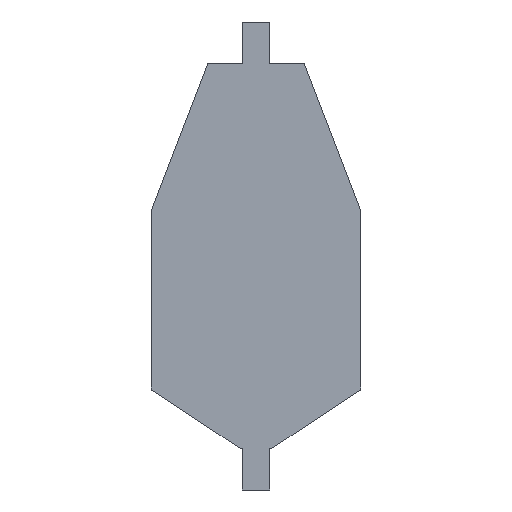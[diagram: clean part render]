
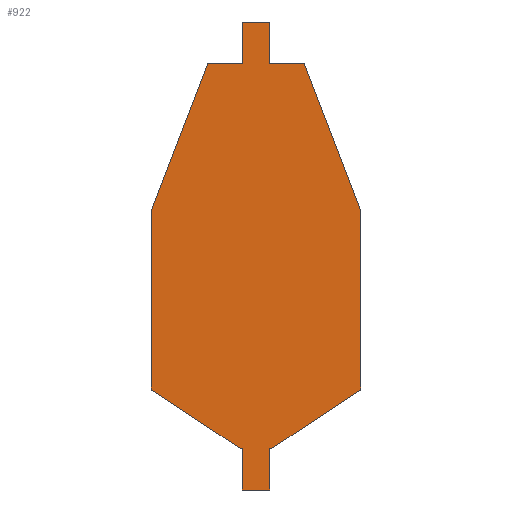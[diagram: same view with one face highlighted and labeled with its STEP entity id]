
A CAD part, front view. The second image highlights one B-rep face of the part: STEP entity #922.
In plain terms, the highlighted planar face has unit normal (0, -1, 0).
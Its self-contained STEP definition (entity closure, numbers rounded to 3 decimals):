
#82=FACE_OUTER_BOUND('',#132,.T.);
#132=EDGE_LOOP('',(#815,#816,#817,#818,#819,#820,#821,#822,#823,#824,#825,
#826,#827,#828,#829,#830));
#133=LINE('',#1242,#249);
#137=LINE('',#1250,#253);
#140=LINE('',#1256,#256);
#144=LINE('',#1264,#260);
#148=LINE('',#1271,#264);
#149=LINE('',#1275,#265);
#153=LINE('',#1283,#269);
#156=LINE('',#1289,#272);
#235=LINE('',#1473,#351);
#238=LINE('',#1478,#354);
#240=LINE('',#1481,#356);
#241=LINE('',#1484,#357);
#243=LINE('',#1488,#359);
#245=LINE('',#1492,#361);
#247=LINE('',#1495,#363);
#248=LINE('',#1496,#364);
#249=VECTOR('',#1002,10.);
#253=VECTOR('',#1008,10.);
#256=VECTOR('',#1013,10.);
#260=VECTOR('',#1021,10.);
#264=VECTOR('',#1025,10.);
#265=VECTOR('',#1028,10.);
#269=VECTOR('',#1034,10.);
#272=VECTOR('',#1039,10.);
#351=VECTOR('',#1210,10.);
#354=VECTOR('',#1215,10.);
#356=VECTOR('',#1219,10.);
#357=VECTOR('',#1222,10.);
#359=VECTOR('',#1226,10.);
#361=VECTOR('',#1230,10.);
#363=VECTOR('',#1234,10.);
#364=VECTOR('',#1235,10.);
#365=VERTEX_POINT('',#1240);
#366=VERTEX_POINT('',#1241);
#369=VERTEX_POINT('',#1249);
#371=VERTEX_POINT('',#1255);
#373=VERTEX_POINT('',#1263);
#376=VERTEX_POINT('',#1269);
#377=VERTEX_POINT('',#1273);
#378=VERTEX_POINT('',#1274);
#381=VERTEX_POINT('',#1282);
#383=VERTEX_POINT('',#1288);
#441=VERTEX_POINT('',#1471);
#442=VERTEX_POINT('',#1472);
#443=VERTEX_POINT('',#1477);
#444=VERTEX_POINT('',#1483);
#445=VERTEX_POINT('',#1487);
#446=VERTEX_POINT('',#1491);
#447=EDGE_CURVE('',#365,#366,#133,.T.);
#451=EDGE_CURVE('',#366,#369,#137,.T.);
#454=EDGE_CURVE('',#369,#371,#140,.T.);
#458=EDGE_CURVE('',#373,#365,#144,.T.);
#462=EDGE_CURVE('',#371,#376,#148,.T.);
#463=EDGE_CURVE('',#377,#378,#149,.T.);
#467=EDGE_CURVE('',#378,#381,#153,.T.);
#470=EDGE_CURVE('',#383,#377,#156,.T.);
#561=EDGE_CURVE('',#441,#442,#235,.T.);
#564=EDGE_CURVE('',#442,#443,#238,.T.);
#566=EDGE_CURVE('',#443,#373,#240,.T.);
#567=EDGE_CURVE('',#376,#444,#241,.T.);
#569=EDGE_CURVE('',#444,#445,#243,.T.);
#571=EDGE_CURVE('',#446,#445,#245,.F.);
#573=EDGE_CURVE('',#446,#383,#247,.T.);
#574=EDGE_CURVE('',#381,#441,#248,.T.);
#815=ORIENTED_EDGE('',*,*,#573,.T.);
#816=ORIENTED_EDGE('',*,*,#470,.T.);
#817=ORIENTED_EDGE('',*,*,#463,.T.);
#818=ORIENTED_EDGE('',*,*,#467,.T.);
#819=ORIENTED_EDGE('',*,*,#574,.T.);
#820=ORIENTED_EDGE('',*,*,#561,.T.);
#821=ORIENTED_EDGE('',*,*,#564,.T.);
#822=ORIENTED_EDGE('',*,*,#566,.T.);
#823=ORIENTED_EDGE('',*,*,#458,.T.);
#824=ORIENTED_EDGE('',*,*,#447,.T.);
#825=ORIENTED_EDGE('',*,*,#451,.T.);
#826=ORIENTED_EDGE('',*,*,#454,.T.);
#827=ORIENTED_EDGE('',*,*,#462,.T.);
#828=ORIENTED_EDGE('',*,*,#567,.T.);
#829=ORIENTED_EDGE('',*,*,#569,.T.);
#830=ORIENTED_EDGE('',*,*,#571,.F.);
#873=PLANE('',#997);
#922=ADVANCED_FACE('',(#82),#873,.F.);
#997=AXIS2_PLACEMENT_3D('',#1497,#1236,#1237);
#1002=DIRECTION('',(0.,0.,-1.));
#1008=DIRECTION('',(1.,0.,0.));
#1013=DIRECTION('',(0.,0.,1.));
#1021=DIRECTION('',(1.,0.,0.));
#1025=DIRECTION('',(1.,0.,0.));
#1028=DIRECTION('',(-1.,0.,0.));
#1034=DIRECTION('',(0.,0.,-1.));
#1039=DIRECTION('',(0.,0.,1.));
#1210=DIRECTION('',(-0.359,0.,-0.933));
#1215=DIRECTION('',(0.,0.,-1.));
#1219=DIRECTION('',(0.836,0.,-0.549));
#1222=DIRECTION('',(0.836,0.,0.549));
#1226=DIRECTION('',(0.,0.,1.));
#1230=DIRECTION('',(-0.359,0.,0.933));
#1234=DIRECTION('',(-1.,0.,0.));
#1235=DIRECTION('',(-1.,0.,0.));
#1236=DIRECTION('center_axis',(0.,1.,0.));
#1237=DIRECTION('ref_axis',(1.,0.,0.));
#1240=CARTESIAN_POINT('',(-6.35,-3.,8.025));
#1241=CARTESIAN_POINT('',(-6.35,-3.,-11.025));
#1242=CARTESIAN_POINT('',(-6.35,-3.,8.025));
#1249=CARTESIAN_POINT('',(6.35,-3.,-11.025));
#1250=CARTESIAN_POINT('',(-6.35,-3.,-11.025));
#1255=CARTESIAN_POINT('',(6.35,-3.,8.025));
#1256=CARTESIAN_POINT('',(6.35,-3.,-11.025));
#1263=CARTESIAN_POINT('',(-7.248,-3.,8.025));
#1264=CARTESIAN_POINT('',(3.175,-3.,8.025));
#1269=CARTESIAN_POINT('',(7.248,-3.,8.025));
#1271=CARTESIAN_POINT('',(3.175,-3.,8.025));
#1273=CARTESIAN_POINT('',(6.35,-3.,203.475));
#1274=CARTESIAN_POINT('',(-6.35,-3.,203.475));
#1275=CARTESIAN_POINT('',(6.35,-3.,203.475));
#1282=CARTESIAN_POINT('',(-6.35,-3.,184.425));
#1283=CARTESIAN_POINT('',(-6.35,-3.,203.475));
#1288=CARTESIAN_POINT('',(6.35,-3.,184.425));
#1289=CARTESIAN_POINT('',(6.35,-3.,184.425));
#1471=CARTESIAN_POINT('',(-22.06,-3.,184.425));
#1472=CARTESIAN_POINT('',(-48.,-3.,116.982));
#1473=CARTESIAN_POINT('',(-48.285,-3.,116.242));
#1477=CARTESIAN_POINT('',(-48.,-3.,34.807));
#1478=CARTESIAN_POINT('',(-48.,-3.,66.325));
#1481=CARTESIAN_POINT('',(-25.332,-3.,19.91));
#1483=CARTESIAN_POINT('',(48.,-3.,34.807));
#1484=CARTESIAN_POINT('',(44.657,-3.,32.61));
#1487=CARTESIAN_POINT('',(48.,-3.,116.982));
#1488=CARTESIAN_POINT('',(48.,-3.,106.325));
#1491=CARTESIAN_POINT('',(22.06,-3.,184.425));
#1492=CARTESIAN_POINT('',(35.785,-3.,148.742));
#1495=CARTESIAN_POINT('',(-10.,-3.,184.425));
#1496=CARTESIAN_POINT('',(-10.,-3.,184.425));
#1497=CARTESIAN_POINT('Origin',(0.,-3.,96.225));
